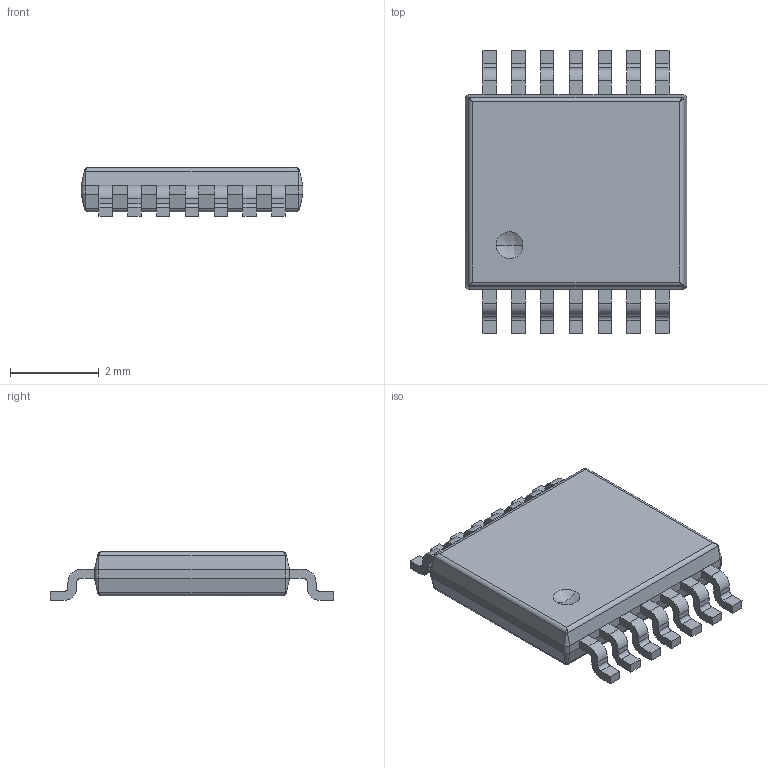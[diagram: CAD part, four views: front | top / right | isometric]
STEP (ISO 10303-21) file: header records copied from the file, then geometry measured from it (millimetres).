
FILE_DESCRIPTION (( 'STEP AP214' ), '1' );
FILE_NAME ('56967271-F0A7-4B99-9A27-D812EE8768CC.STEP', '2023-03-04T23:17:14', ( '' ), ( '' ), 'SwSTEP 2.0', 'SolidWorks 2022', '' );
FILE_SCHEMA (( 'AUTOMOTIVE_DESIGN' ));
Length unit declared in the file: millimetre
Products named in the file (1): 56967271-F0A7-4B99-9A27-D812EE8768CC
Bounding box: 5 x 6.4 x 1.1 mm (x, y, z)
Volume: 22.4 mm3; surface area: 78.2 mm2
Topology: 8 solids, 8 shells, 240 faces, 609 edges, 378 vertices
Faces by surface type: plane 154, cylinder 68, bspline 10, cone 8
Entity records: 8440 total; most frequent: CARTESIAN_POINT 2044, ORIENTED_EDGE 1202, DIRECTION 1158, EDGE_CURVE 601, LINE 454, VECTOR 454, VERTEX_POINT 378, AXIS2_PLACEMENT_3D 352
